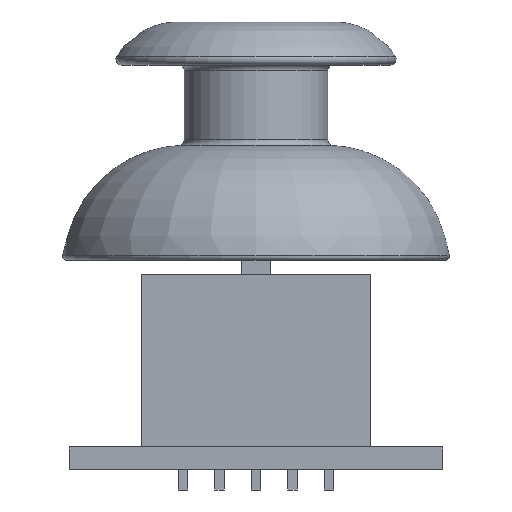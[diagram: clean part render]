
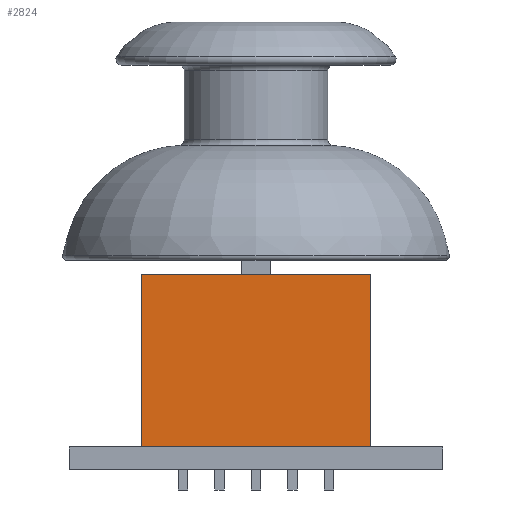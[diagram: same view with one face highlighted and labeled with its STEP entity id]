
A CAD part, left-side view. The second image highlights one B-rep face of the part: STEP entity #2824.
In plain terms, the highlighted face is planar.
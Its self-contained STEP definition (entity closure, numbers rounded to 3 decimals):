
#866=ORIENTED_EDGE('',*,*,#1296,.T.);
#867=ORIENTED_EDGE('',*,*,#1297,.F.);
#868=ORIENTED_EDGE('',*,*,#1298,.F.);
#869=ORIENTED_EDGE('',*,*,#1293,.T.);
#1293=EDGE_CURVE('',#1567,#1566,#1871,.T.);
#1296=EDGE_CURVE('',#1566,#1569,#1874,.T.);
#1297=EDGE_CURVE('',#1570,#1569,#1875,.T.);
#1298=EDGE_CURVE('',#1567,#1570,#1876,.T.);
#1566=VERTEX_POINT('',#4624);
#1567=VERTEX_POINT('',#4626);
#1569=VERTEX_POINT('',#4632);
#1570=VERTEX_POINT('',#4634);
#1871=LINE('',#4625,#2179);
#1874=LINE('',#4631,#2182);
#1875=LINE('',#4633,#2183);
#1876=LINE('',#4635,#2184);
#2179=VECTOR('',#3816,1000.);
#2182=VECTOR('',#3821,1000.);
#2183=VECTOR('',#3822,1000.);
#2184=VECTOR('',#3823,1000.);
#2369=EDGE_LOOP('',(#866,#867,#868,#869));
#2559=FACE_BOUND('',#2369,.T.);
#2683=PLANE('',#3109);
#2824=ADVANCED_FACE('',(#2559),#2683,.F.);
#3109=AXIS2_PLACEMENT_3D('',#4630,#3819,#3820);
#3816=DIRECTION('',(0.,0.,-1.));
#3819=DIRECTION('',(-1.,0.,0.));
#3820=DIRECTION('',(0.,0.,1.));
#3821=DIRECTION('',(0.,1.,0.));
#3822=DIRECTION('',(0.,0.,-1.));
#3823=DIRECTION('',(0.,1.,0.));
#4624=CARTESIAN_POINT('',(8.,-8.,0.));
#4625=CARTESIAN_POINT('',(8.,-8.,12.));
#4626=CARTESIAN_POINT('',(8.,-8.,12.));
#4630=CARTESIAN_POINT('',(8.,-8.,12.));
#4631=CARTESIAN_POINT('',(8.,-8.,0.));
#4632=CARTESIAN_POINT('',(8.,8.,0.));
#4633=CARTESIAN_POINT('',(8.,8.,12.));
#4634=CARTESIAN_POINT('',(8.,8.,12.));
#4635=CARTESIAN_POINT('',(8.,-8.,12.));
